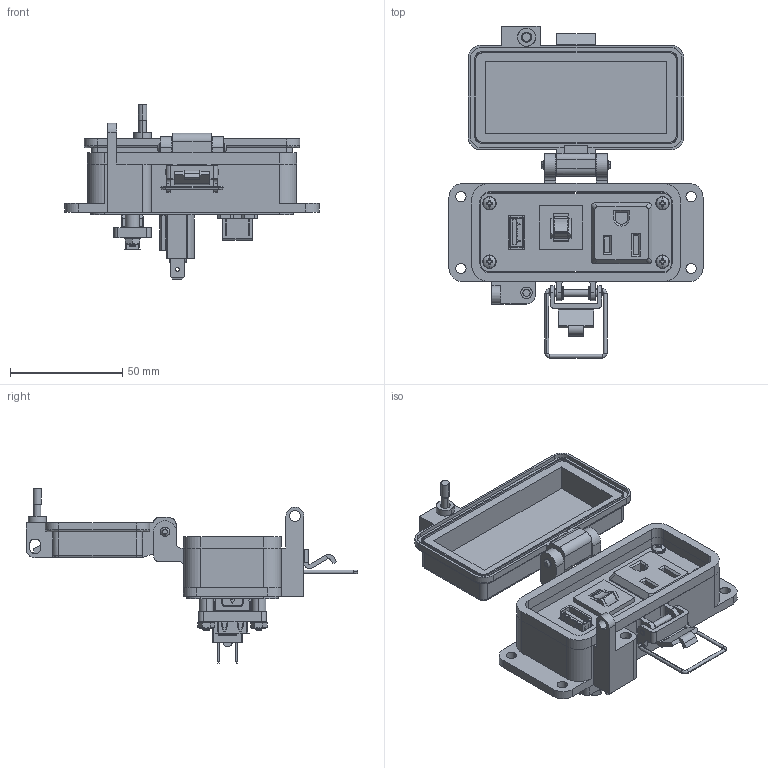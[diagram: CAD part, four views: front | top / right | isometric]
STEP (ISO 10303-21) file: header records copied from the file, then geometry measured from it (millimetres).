
FILE_DESCRIPTION (( 'STEP AP203' ), '1' );
FILE_NAME ('P-P22-F3R15_3D.STEP', '2022-03-08T21:47:49', ( '' ), ( '' ), 'SwSTEP 2.0', 'SolidWorks 2021', '' );
FILE_SCHEMA (( 'CONFIG_CONTROL_DESIGN' ));
Length unit declared in the file: millimetre
Products named in the file (16): P-P22-F3R15_FP060_1; P-P22-F3R15_BP180_1; Z-300-USB-A-FF; 92005A124_METRIC PAN HEAD PHILLIPS MACHINE SCREW_92005A124; R; Z-H-F3_B; Z-002-4401_4HN_90675A005; Z-001-SPR_3_4; Z-CB-SM; CBX; P-P22-F3R15_3D; Z-200-OTLT-R0SQ; -F3; Z-000-44011_4FH_90273A117; P-P22-F3R15_TP180_1; P22
Assembly tree (21 placements, depth 3):
  P-P22-F3R15_3D
    -F3
      Z-H-F3_B
    P-P22-F3R15_BP180_1
    P-P22-F3R15_FP060_1
    P-P22-F3R15_TP180_1
    P22
      Z-300-USB-A-FF
    Z-000-44011_4FH_90273A117  x2
    Z-001-SPR_3_4  x2
    Z-002-4401_4HN_90675A005  x2
    CBX
      Z-CB-SM
    R
      Z-200-OTLT-R0SQ
    92005A124_METRIC PAN HEAD PHILLIPS MACHINE SCREW_92005A124  x4
Bounding box: 113 x 147.61 x 77.73 mm (x, y, z)
Volume: 100128.8 mm3; surface area: 75715.3 mm2
Topology: 26 solids, 26 shells, 2549 faces, 7186 edges, 4734 vertices
Faces by surface type: cylinder 1337, plane 923, cone 127, bspline 118, sphere 24, torus 20
Entity records: 65043 total; most frequent: CARTESIAN_POINT 22131, ORIENTED_EDGE 9368, DIRECTION 7625, EDGE_CURVE 4684, VERTEX_POINT 3087, LINE 2865, VECTOR 2865, AXIS2_PLACEMENT_3D 2380
